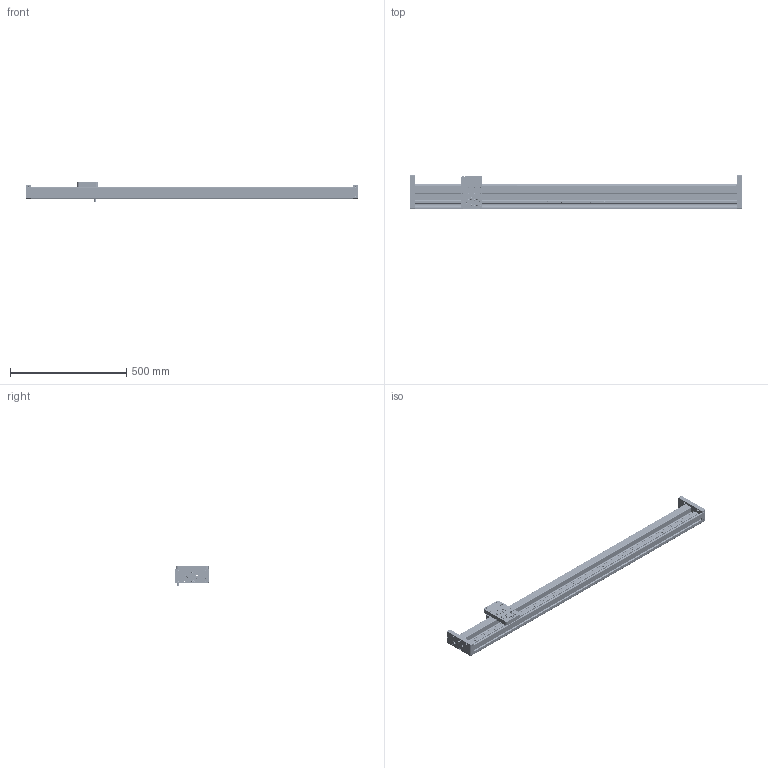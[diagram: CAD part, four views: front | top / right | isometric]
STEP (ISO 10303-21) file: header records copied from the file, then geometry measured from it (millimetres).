
FILE_DESCRIPTION (( 'STEP AP214' ), '1' );
FILE_NAME ('0186-1672_250521_FM01-37-1430_1295_1CF37Sx60-HP-BE01-MD02-N.STEP', '2025-05-21T07:23:52', ( '' ), ( '' ), 'SwSTEP 2.0', 'SolidWorks 2024', '' );
FILE_SCHEMA (( 'AUTOMOTIVE_DESIGN' ));
Length unit declared in the file: millimetre
Products named in the file (26): 0230-0041_zyl.-schr._i-6kt_M4x16_8.8_v-b; 0150-2189_Hammermutter N8!M4; 0160-4618_LR01-15x1388; 0230-0305_Zyl.-Stift_10x60_STAHL-GH; 0230-0205_zyl.-schr._i-6kt_M5x45_8.8_v-b; 0230-0235_Zyl.-schr._i-6kt_M4x8_12.9_schwarz; 0230-0068_Gew.-Stift_I-6kt_Zpf_M3x4_INOX; 0230-0393_Dichtring_10x13.5x1; 0160-3871_FS02k-37Sx1390_FS02k-37Sx1390; 0230-0433_LLTHC 15 U-T0 P5; 0186-0331_PS01-37Sx60-L; 0180-0752_F01k-37S-APF-M; 0186-1642_CF37Sx60-HP-BE01-MD02-N_F01-37Sx60-R; 0180-2511_FM01k-37S-APF-W-V2; 0180-3434_FM01k-37S-AV-F; 0186-1650_FM01-37-1430_F01-37Sx600-F; 0230-0304_DF_0.9xDm13_5x25_9_55-6-1-Durovis; 0230-0120_Linearkugellager_LBBR10_2LS; 0230-0231_Zyl.-Stift_5x20_STAHL-GH; 0230-0168_Zyl.-Schr_I-6kt_n-K_M8x16_8.8_v-b; 0160-0806_Kugelscheibe_M8 x17x 8.4_Stahl; 0186-1672_250521_FM01-37-1430_1295_1CF37Sx60-HP-BE01-MD02-N; 0180-3436_FM01k-37S-AH-F; 0230-0320_Zyl.-Schr_I-6kt_n-K_M8x25_8.8_v-b; 0230-0220_zyl.-schr._i-6kt_M6x25_8.8_v-b; 0186-0808_PL01-20x1405!1360-HP-PF_PL01-20x1405!1360-HP-PF
Assembly tree (84 placements, depth 3):
  0186-1672_250521_FM01-37-1430_1295_1CF37Sx60-HP-BE01-MD02-N
    0186-1650_FM01-37-1430_F01-37Sx600-F
      0160-3871_FS02k-37Sx1390_FS02k-37Sx1390
      0160-4618_LR01-15x1388
      0180-3436_FM01k-37S-AH-F
      0180-3434_FM01k-37S-AV-F
      0160-0806_Kugelscheibe_M8 x17x 8.4_Stahl  x2
      0230-0320_Zyl.-Schr_I-6kt_n-K_M8x25_8.8_v-b
      0186-0808_PL01-20x1405!1360-HP-PF_PL01-20x1405!1360-HP-PF
      0230-0220_zyl.-schr._i-6kt_M6x25_8.8_v-b  x8
      0150-2189_Hammermutter N8!M4  x23
      0230-0041_zyl.-schr._i-6kt_M4x16_8.8_v-b  x23
      0230-0231_Zyl.-Stift_5x20_STAHL-GH  x4
      0230-0168_Zyl.-Schr_I-6kt_n-K_M8x16_8.8_v-b
    0186-1642_CF37Sx60-HP-BE01-MD02-N_F01-37Sx60-R
      0180-2511_FM01k-37S-APF-W-V2
      0186-0331_PS01-37Sx60-L
      0230-0433_LLTHC 15 U-T0 P5
      0230-0235_Zyl.-schr._i-6kt_M4x8_12.9_schwarz  x4
      0230-0205_zyl.-schr._i-6kt_M5x45_8.8_v-b  x2
      0180-0752_F01k-37S-APF-M
      0230-0120_Linearkugellager_LBBR10_2LS
      0230-0305_Zyl.-Stift_10x60_STAHL-GH
      0230-0304_DF_0.9xDm13_5x25_9_55-6-1-Durovis
      0230-0393_Dichtring_10x13.5x1
      0230-0068_Gew.-Stift_I-6kt_Zpf_M3x4_INOX
Bounding box: 1430 x 145.5 x 81.9 mm (x, y, z)
Volume: 4030689.8 mm3; surface area: 1232421.5 mm2
Topology: 87 solids, 91 shells, 6280 faces, 14786 edges, 8902 vertices
Faces by surface type: plane 2132, cone 1777, cylinder 1542, bspline 738, torus 89, sphere 2
Full cylindrical faces by diameter (mm): 2 x1, 2.4 x2, 2.5 x1, 2.7 x5, 3 x5, 3.3 x31, 4 x527, 4.2 x22, 4.3 x4, 4.5 x23, 4.97 x4, 5 x120, 5.4 x2, 5.5 x3, 6 x184, 6.4 x2, 6.6 x16, 6.8 x2, 7 x27, 7.5 x23, 8 x33, 8.4 x2, 8.5 x2, 9 x7, 10 x13, 10.2 x1, 10.5 x12, 11 x6, 13 x2, 13.4 x1
Entity records: 109437 total; most frequent: CARTESIAN_POINT 38631, ORIENTED_EDGE 12710, DIRECTION 10678, EDGE_CURVE 6355, VERTEX_POINT 4460, EDGE_LOOP 3909, AXIS2_PLACEMENT_3D 3659, VECTOR 3360
